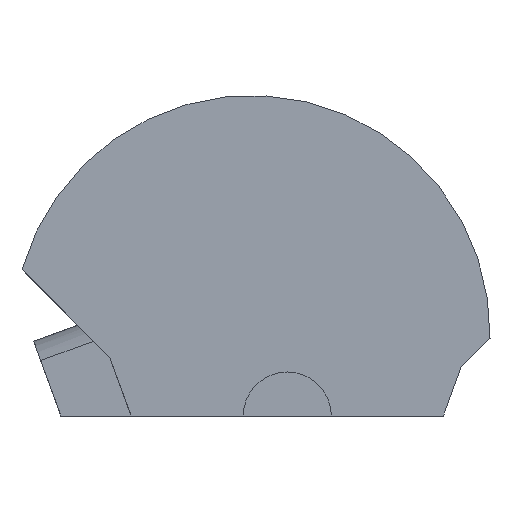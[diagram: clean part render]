
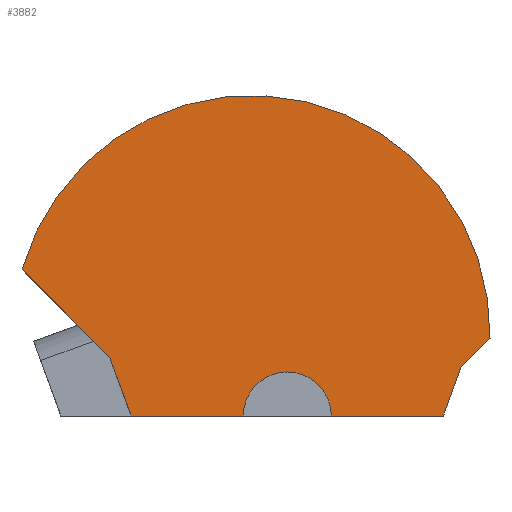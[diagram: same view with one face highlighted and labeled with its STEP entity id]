
A CAD part, left-side view. The second image highlights one B-rep face of the part: STEP entity #3882.
In plain terms, the highlighted planar face has unit normal (-1, 0, 0).
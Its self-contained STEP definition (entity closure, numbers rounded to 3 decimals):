
#42=PLANE('',#4094);
#211=FACE_OUTER_BOUND('',#407,.T.);
#407=EDGE_LOOP('',(#2677,#2678,#2679,#2680,#2681,#2682,#2683,#2684));
#617=CIRCLE('',#4093,2.);
#618=CIRCLE('',#4095,10.831);
#679=LINE('',#5431,#1195);
#680=LINE('',#5433,#1196);
#681=LINE('',#5435,#1197);
#682=LINE('',#5439,#1198);
#683=LINE('',#5441,#1199);
#684=LINE('',#5442,#1200);
#1195=VECTOR('',#4373,10.);
#1196=VECTOR('',#4374,10.);
#1197=VECTOR('',#4375,10.);
#1198=VECTOR('',#4378,10.);
#1199=VECTOR('',#4379,10.);
#1200=VECTOR('',#4380,10.);
#1710=VERTEX_POINT('',#5422);
#1712=VERTEX_POINT('',#5426);
#1713=VERTEX_POINT('',#5430);
#1714=VERTEX_POINT('',#5432);
#1715=VERTEX_POINT('',#5434);
#1716=VERTEX_POINT('',#5436);
#1717=VERTEX_POINT('',#5438);
#1718=VERTEX_POINT('',#5440);
#2086=EDGE_CURVE('',#1710,#1712,#617,.T.);
#2087=EDGE_CURVE('',#1713,#1712,#679,.T.);
#2088=EDGE_CURVE('',#1714,#1713,#680,.T.);
#2089=EDGE_CURVE('',#1714,#1715,#681,.T.);
#2090=EDGE_CURVE('',#1716,#1715,#618,.T.);
#2091=EDGE_CURVE('',#1717,#1716,#682,.T.);
#2092=EDGE_CURVE('',#1718,#1717,#683,.T.);
#2093=EDGE_CURVE('',#1710,#1718,#684,.T.);
#2677=ORIENTED_EDGE('',*,*,#2086,.T.);
#2678=ORIENTED_EDGE('',*,*,#2087,.F.);
#2679=ORIENTED_EDGE('',*,*,#2088,.F.);
#2680=ORIENTED_EDGE('',*,*,#2089,.T.);
#2681=ORIENTED_EDGE('',*,*,#2090,.F.);
#2682=ORIENTED_EDGE('',*,*,#2091,.F.);
#2683=ORIENTED_EDGE('',*,*,#2092,.F.);
#2684=ORIENTED_EDGE('',*,*,#2093,.F.);
#3882=ADVANCED_FACE('',(#211),#42,.F.);
#4093=AXIS2_PLACEMENT_3D('',#5428,#4369,#4370);
#4094=AXIS2_PLACEMENT_3D('',#5429,#4371,#4372);
#4095=AXIS2_PLACEMENT_3D('',#5437,#4376,#4377);
#4369=DIRECTION('center_axis',(1.,0.,0.));
#4370=DIRECTION('ref_axis',(0.,0.94,-0.342));
#4371=DIRECTION('center_axis',(1.,0.,0.));
#4372=DIRECTION('ref_axis',(0.,0.94,-0.342));
#4373=DIRECTION('',(0.,1.,0.));
#4374=DIRECTION('',(0.,0.342,-0.94));
#4375=DIRECTION('',(0.,-0.707,0.707));
#4376=DIRECTION('center_axis',(1.,0.,0.));
#4377=DIRECTION('ref_axis',(0.,0.94,-0.342));
#4378=DIRECTION('',(0.,0.707,0.707));
#4379=DIRECTION('',(0.,0.342,0.94));
#4380=DIRECTION('',(0.,1.,0.));
#5422=CARTESIAN_POINT('',(-297.2,9.092,0.));
#5426=CARTESIAN_POINT('',(-297.2,5.092,0.));
#5428=CARTESIAN_POINT('Origin',(-297.2,7.092,0.));
#5429=CARTESIAN_POINT('Origin',(-297.2,8.504,6.117));
#5430=CARTESIAN_POINT('',(-297.2,0.,0.));
#5431=CARTESIAN_POINT('',(-297.2,0.,0.));
#5432=CARTESIAN_POINT('',(-297.2,-0.798,2.194));
#5433=CARTESIAN_POINT('',(-297.2,-0.798,2.194));
#5434=CARTESIAN_POINT('',(-297.2,-2.119,3.514));
#5435=CARTESIAN_POINT('',(-297.2,-0.798,2.194));
#5436=CARTESIAN_POINT('',(-297.2,19.144,6.635));
#5437=CARTESIAN_POINT('Origin',(-297.2,8.71,3.729));
#5438=CARTESIAN_POINT('',(-297.2,15.143,2.634));
#5439=CARTESIAN_POINT('',(-297.2,15.143,2.634));
#5440=CARTESIAN_POINT('',(-297.2,14.184,0.));
#5441=CARTESIAN_POINT('',(-297.2,13.092,-3.));
#5442=CARTESIAN_POINT('',(-297.2,0.,0.));
